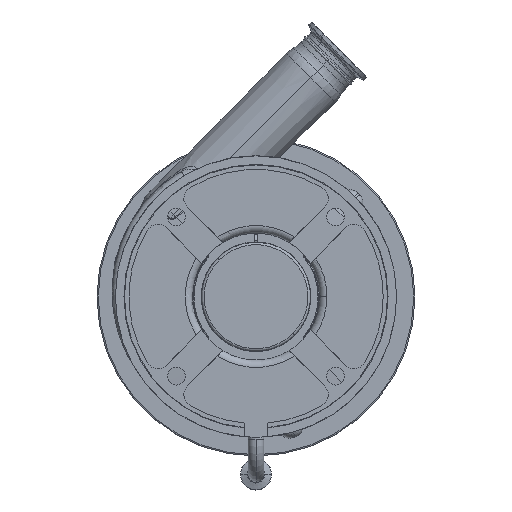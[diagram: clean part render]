
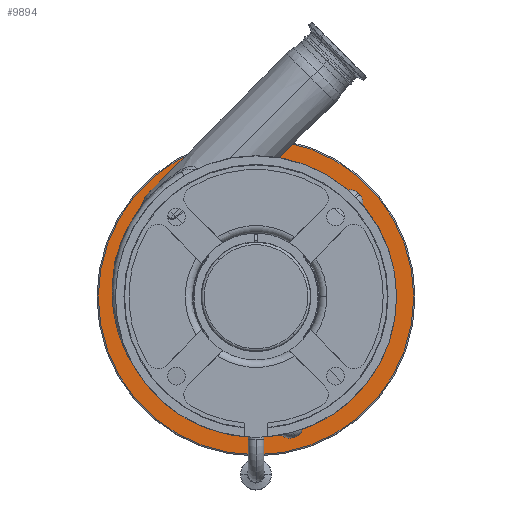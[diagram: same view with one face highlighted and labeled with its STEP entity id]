
A CAD part, top view. The second image highlights one B-rep face of the part: STEP entity #9894.
In plain terms, the highlighted planar face has unit normal (0, 0, 1).
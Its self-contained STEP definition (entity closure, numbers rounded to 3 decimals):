
#257 = CARTESIAN_POINT ( 'NONE',  ( -105.286, 28.211, -58.5 ) ) ;
#351 = FACE_OUTER_BOUND ( 'NONE', #17105, .T. ) ;
#408 = AXIS2_PLACEMENT_3D ( 'NONE', #3156, #6594, #9437 ) ;
#534 = VERTEX_POINT ( 'NONE', #10129 ) ;
#712 = ORIENTED_EDGE ( 'NONE', *, *, #13657, .F. ) ;
#759 = CARTESIAN_POINT ( 'NONE',  ( 0., 64.295, -58.5 ) ) ;
#1507 = DIRECTION ( 'NONE',  ( 1., 0., 0. ) ) ;
#1544 = EDGE_CURVE ( 'NONE', #4327, #2000, #18158, .T. ) ;
#1673 = CIRCLE ( 'NONE', #16569, 10. ) ;
#1696 = ORIENTED_EDGE ( 'NONE', *, *, #3830, .F. ) ;
#1894 = FACE_BOUND ( 'NONE', #9294, .T. ) ;
#2000 = VERTEX_POINT ( 'NONE', #2215 ) ;
#2215 = CARTESIAN_POINT ( 'NONE',  ( 35.282, -112.357, -58.5 ) ) ;
#2303 = AXIS2_PLACEMENT_3D ( 'NONE', #759, #7035, #6829 ) ;
#2331 = AXIS2_PLACEMENT_3D ( 'NONE', #4939, #12546, #5040 ) ;
#2578 = ORIENTED_EDGE ( 'NONE', *, *, #11822, .F. ) ;
#2797 = DIRECTION ( 'NONE',  ( -1., 0., 0. ) ) ;
#2888 = CARTESIAN_POINT ( 'NONE',  ( 0., 0., -58.5 ) ) ;
#3025 = CIRCLE ( 'NONE', #9497, 10. ) ;
#3156 = CARTESIAN_POINT ( 'NONE',  ( 0., 0., -58.5 ) ) ;
#3234 = VERTEX_POINT ( 'NONE', #7282 ) ;
#3265 = CARTESIAN_POINT ( 'NONE',  ( 77.075, 77.075, -58.5 ) ) ;
#3317 = FACE_BOUND ( 'NONE', #16961, .T. ) ;
#3365 = ORIENTED_EDGE ( 'NONE', *, *, #17570, .T. ) ;
#3568 = CARTESIAN_POINT ( 'NONE',  ( 28.211, -105.286, -58.5 ) ) ;
#3577 = DIRECTION ( 'NONE',  ( -1., 0., 0. ) ) ;
#3821 = EDGE_CURVE ( 'NONE', #11675, #7137, #3025, .T. ) ;
#3830 = EDGE_CURVE ( 'NONE', #2000, #4327, #19832, .T. ) ;
#3960 = DIRECTION ( 'NONE',  ( -1., 0., 0. ) ) ;
#4327 = VERTEX_POINT ( 'NONE', #7096 ) ;
#4508 = DIRECTION ( 'NONE',  ( 1., 0., 0. ) ) ;
#4774 = VERTEX_POINT ( 'NONE', #5674 ) ;
#4939 = CARTESIAN_POINT ( 'NONE',  ( 28.211, -105.286, -58.5 ) ) ;
#5040 = DIRECTION ( 'NONE',  ( -1., 0., 0. ) ) ;
#5429 = CARTESIAN_POINT ( 'NONE',  ( 70.004, 84.146, -58.5 ) ) ;
#5674 = CARTESIAN_POINT ( 'NONE',  ( -129., 0., -58.5 ) ) ;
#5878 = DIRECTION ( 'NONE',  ( 0., 0., 1. ) ) ;
#6122 = VERTEX_POINT ( 'NONE', #19151 ) ;
#6488 = ORIENTED_EDGE ( 'NONE', *, *, #3821, .F. ) ;
#6580 = AXIS2_PLACEMENT_3D ( 'NONE', #3568, #9729, #3960 ) ;
#6594 = DIRECTION ( 'NONE',  ( 0., 0., 1. ) ) ;
#6829 = DIRECTION ( 'NONE',  ( -1., 0., 0. ) ) ;
#7008 = EDGE_CURVE ( 'NONE', #18084, #16144, #11689, .T. ) ;
#7035 = DIRECTION ( 'NONE',  ( 0., 0., -1. ) ) ;
#7096 = CARTESIAN_POINT ( 'NONE',  ( 21.14, -98.215, -58.5 ) ) ;
#7137 = VERTEX_POINT ( 'NONE', #14948 ) ;
#7282 = CARTESIAN_POINT ( 'NONE',  ( 68.589, -68.589, -58.5 ) ) ;
#7495 = ORIENTED_EDGE ( 'NONE', *, *, #7698, .F. ) ;
#7698 = EDGE_CURVE ( 'NONE', #7137, #11675, #1673, .T. ) ;
#7723 = AXIS2_PLACEMENT_3D ( 'NONE', #15686, #9386, #1507 ) ;
#7748 = ORIENTED_EDGE ( 'NONE', *, *, #14696, .T. ) ;
#9057 = CARTESIAN_POINT ( 'NONE',  ( -98.215, 21.14, -58.5 ) ) ;
#9147 = CIRCLE ( 'NONE', #408, 97. ) ;
#9294 = EDGE_LOOP ( 'NONE', ( #7495, #6488 ) ) ;
#9386 = DIRECTION ( 'NONE',  ( 0., 0., 1. ) ) ;
#9437 = DIRECTION ( 'NONE',  ( -1., 0., 0. ) ) ;
#9477 = ORIENTED_EDGE ( 'NONE', *, *, #16503, .F. ) ;
#9497 = AXIS2_PLACEMENT_3D ( 'NONE', #3265, #14303, #12485 ) ;
#9624 = AXIS2_PLACEMENT_3D ( 'NONE', #12695, #17541, #3577 ) ;
#9729 = DIRECTION ( 'NONE',  ( 0., 0., 1. ) ) ;
#9881 = PLANE ( 'NONE',  #2303 ) ;
#9894 = ADVANCED_FACE ( 'NONE', ( #3317, #1894, #18902, #14248, #351 ), #9881, .F. ) ;
#10129 = CARTESIAN_POINT ( 'NONE',  ( -68.589, 68.589, -58.5 ) ) ;
#10372 = EDGE_LOOP ( 'NONE', ( #14068, #2578 ) ) ;
#10382 = CIRCLE ( 'NONE', #19447, 129. ) ;
#10686 = DIRECTION ( 'NONE',  ( 0., 0., 1. ) ) ;
#11675 = VERTEX_POINT ( 'NONE', #5429 ) ;
#11689 = CIRCLE ( 'NONE', #16860, 10. ) ;
#11822 = EDGE_CURVE ( 'NONE', #16144, #18084, #18256, .T. ) ;
#12173 = CARTESIAN_POINT ( 'NONE',  ( 77.075, 77.075, -58.5 ) ) ;
#12485 = DIRECTION ( 'NONE',  ( -1., 0., 0. ) ) ;
#12546 = DIRECTION ( 'NONE',  ( 0., 0., 1. ) ) ;
#12695 = CARTESIAN_POINT ( 'NONE',  ( 0., 0., -58.5 ) ) ;
#13657 = EDGE_CURVE ( 'NONE', #3234, #534, #9147, .T. ) ;
#13747 = AXIS2_PLACEMENT_3D ( 'NONE', #16686, #10686, #2797 ) ;
#14068 = ORIENTED_EDGE ( 'NONE', *, *, #7008, .F. ) ;
#14248 = FACE_BOUND ( 'NONE', #10372, .T. ) ;
#14303 = DIRECTION ( 'NONE',  ( 0., 0., 1. ) ) ;
#14696 = EDGE_CURVE ( 'NONE', #4774, #6122, #10382, .T. ) ;
#14948 = CARTESIAN_POINT ( 'NONE',  ( 84.146, 70.004, -58.5 ) ) ;
#15686 = CARTESIAN_POINT ( 'NONE',  ( 0., 0., -58.5 ) ) ;
#15789 = CIRCLE ( 'NONE', #9624, 97. ) ;
#15879 = DIRECTION ( 'NONE',  ( -1., 0., 0. ) ) ;
#16144 = VERTEX_POINT ( 'NONE', #20023 ) ;
#16462 = CIRCLE ( 'NONE', #7723, 129. ) ;
#16503 = EDGE_CURVE ( 'NONE', #534, #3234, #15789, .T. ) ;
#16569 = AXIS2_PLACEMENT_3D ( 'NONE', #12173, #5878, #19869 ) ;
#16652 = ORIENTED_EDGE ( 'NONE', *, *, #1544, .F. ) ;
#16686 = CARTESIAN_POINT ( 'NONE',  ( -105.286, 28.211, -58.5 ) ) ;
#16860 = AXIS2_PLACEMENT_3D ( 'NONE', #257, #17473, #15879 ) ;
#16961 = EDGE_LOOP ( 'NONE', ( #712, #9477 ) ) ;
#17105 = EDGE_LOOP ( 'NONE', ( #3365, #7748 ) ) ;
#17473 = DIRECTION ( 'NONE',  ( 0., 0., 1. ) ) ;
#17541 = DIRECTION ( 'NONE',  ( 0., 0., 1. ) ) ;
#17570 = EDGE_CURVE ( 'NONE', #6122, #4774, #16462, .T. ) ;
#18070 = EDGE_LOOP ( 'NONE', ( #1696, #16652 ) ) ;
#18084 = VERTEX_POINT ( 'NONE', #9057 ) ;
#18158 = CIRCLE ( 'NONE', #2331, 10. ) ;
#18256 = CIRCLE ( 'NONE', #13747, 10. ) ;
#18902 = FACE_BOUND ( 'NONE', #18070, .T. ) ;
#19151 = CARTESIAN_POINT ( 'NONE',  ( 129., 0., -58.5 ) ) ;
#19447 = AXIS2_PLACEMENT_3D ( 'NONE', #2888, #19910, #4508 ) ;
#19832 = CIRCLE ( 'NONE', #6580, 10. ) ;
#19869 = DIRECTION ( 'NONE',  ( -1., 0., 0. ) ) ;
#19910 = DIRECTION ( 'NONE',  ( 0., 0., 1. ) ) ;
#20023 = CARTESIAN_POINT ( 'NONE',  ( -112.357, 35.282, -58.5 ) ) ;
